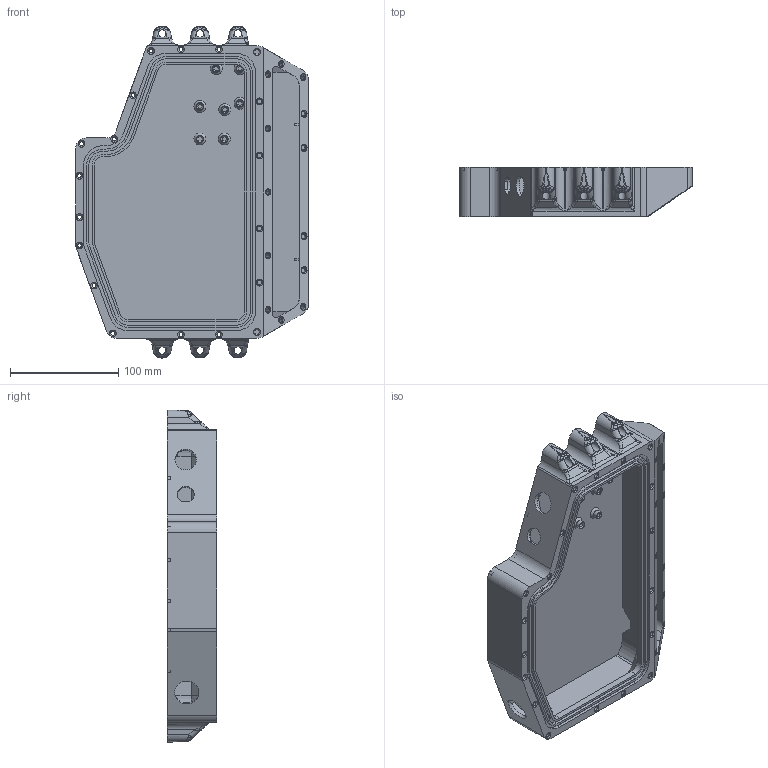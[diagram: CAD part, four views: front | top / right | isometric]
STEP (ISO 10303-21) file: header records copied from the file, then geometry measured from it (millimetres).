
FILE_DESCRIPTION(/* description */ (''),/* implementation_level */ '2;1');
FILE_NAME(/* name */ 'Odyssey Controller Casing.step',/* time_stamp */ '2024-08-25T02:54:23+01:00',/* author */ (''),/* organization */ (''),/* preprocessor_version */ 'ST-DEVELOPER v20',/* originating_system */ 'Autodesk Translation Framework v13.14.0.145',/* authorisation */ '');
FILE_SCHEMA (('AUTOMOTIVE_DESIGN { 1 0 10303 214 3 1 1 }'));
Length unit declared in the file: millimetre
Products named in the file (1): Avalon Series Controller Casing
Bounding box: 215.2 x 45.5 x 306.76 mm (x, y, z)
Volume: 557163.9 mm3; surface area: 224285.1 mm2
Topology: 1 solids, 1 shells, 748 faces, 1851 edges, 1149 vertices
Faces by surface type: plane 314, cylinder 228, bspline 141, cone 53, sphere 12
Full cylindrical faces by diameter (mm): 3.5 x13, 3.8 x2, 4.2 x35, 4.8 x4, 7 x13, 20 x1, 22.4 x1, 22.5 x1, 25 x1, 26 x1
Entity records: 35205 total; most frequent: CARTESIAN_POINT 17783, ORIENTED_EDGE 3660, DIRECTION 3466, EDGE_CURVE 1830, AXIS2_PLACEMENT_3D 1251, VERTEX_POINT 1149, LINE 964, VECTOR 964
